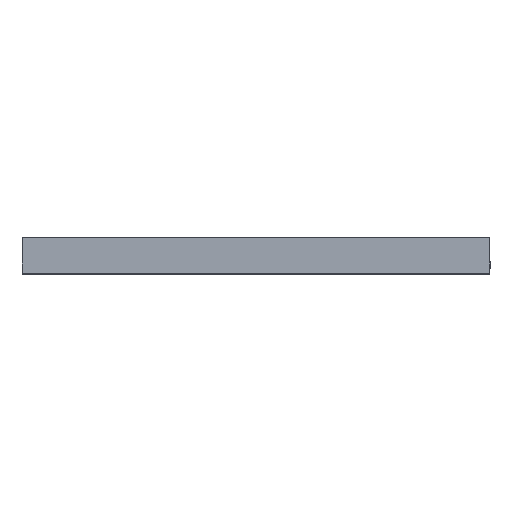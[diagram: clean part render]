
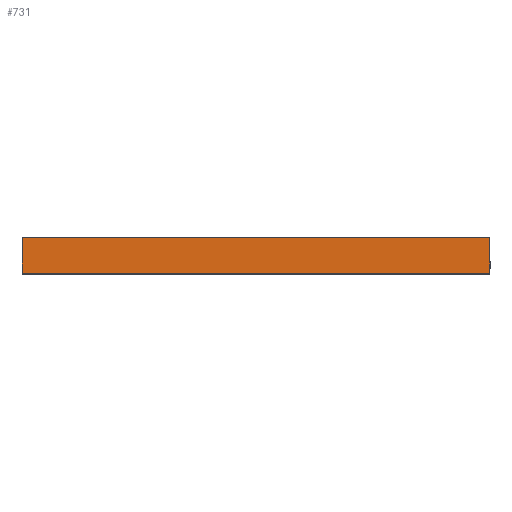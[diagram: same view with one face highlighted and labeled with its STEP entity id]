
A CAD part, top view. The second image highlights one B-rep face of the part: STEP entity #731.
In plain terms, the highlighted planar face has unit normal (0, 0, 1).
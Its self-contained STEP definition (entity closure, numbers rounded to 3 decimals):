
#57=PLANE('',#821);
#91=FACE_OUTER_BOUND('',#145,.T.);
#145=EDGE_LOOP('',(#641,#642,#643,#644));
#204=LINE('',#1212,#261);
#210=LINE('',#1224,#267);
#213=LINE('',#1231,#270);
#214=LINE('',#1233,#271);
#261=VECTOR('',#1010,10.);
#267=VECTOR('',#1020,10.);
#270=VECTOR('',#1027,10.);
#271=VECTOR('',#1030,10.);
#371=VERTEX_POINT('',#1208);
#373=VERTEX_POINT('',#1211);
#377=VERTEX_POINT('',#1223);
#379=VERTEX_POINT('',#1229);
#466=EDGE_CURVE('',#373,#371,#204,.T.);
#472=EDGE_CURVE('',#373,#377,#210,.T.);
#476=EDGE_CURVE('',#377,#379,#213,.T.);
#477=EDGE_CURVE('',#379,#371,#214,.T.);
#641=ORIENTED_EDGE('',*,*,#466,.T.);
#642=ORIENTED_EDGE('',*,*,#477,.F.);
#643=ORIENTED_EDGE('',*,*,#476,.F.);
#644=ORIENTED_EDGE('',*,*,#472,.F.);
#731=ADVANCED_FACE('',(#91),#57,.T.);
#821=AXIS2_PLACEMENT_3D('',#1232,#1028,#1029);
#1010=DIRECTION('',(0.,-1.,0.));
#1020=DIRECTION('',(1.,0.,0.));
#1027=DIRECTION('',(0.,-1.,0.));
#1028=DIRECTION('center_axis',(0.,0.,
1.));
#1029=DIRECTION('ref_axis',(1.,0.,0.));
#1030=DIRECTION('',(-1.,0.,0.));
#1208=CARTESIAN_POINT('',(-19.75,224.112,73.796));
#1211=CARTESIAN_POINT('',(-19.75,227.112,73.796));
#1212=CARTESIAN_POINT('',(-19.75,224.112,73.796));
#1223=CARTESIAN_POINT('',(19.75,227.112,73.796));
#1224=CARTESIAN_POINT('',(9.75,227.112,73.796));
#1229=CARTESIAN_POINT('',(19.75,224.112,73.796));
#1231=CARTESIAN_POINT('',(19.75,224.112,73.796));
#1232=CARTESIAN_POINT('Origin',(-19.75,224.112,73.796));
#1233=CARTESIAN_POINT('',(-19.75,224.112,73.796));
